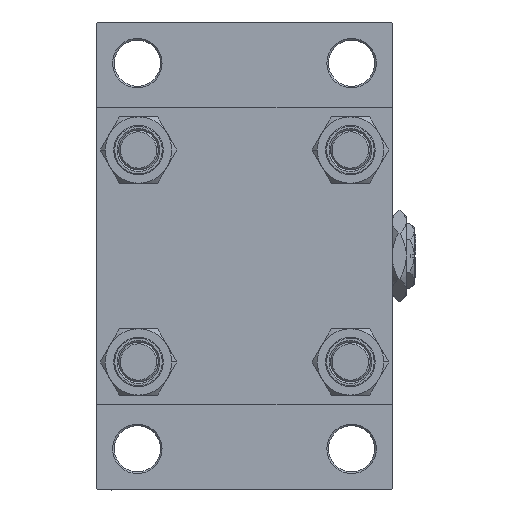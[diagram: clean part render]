
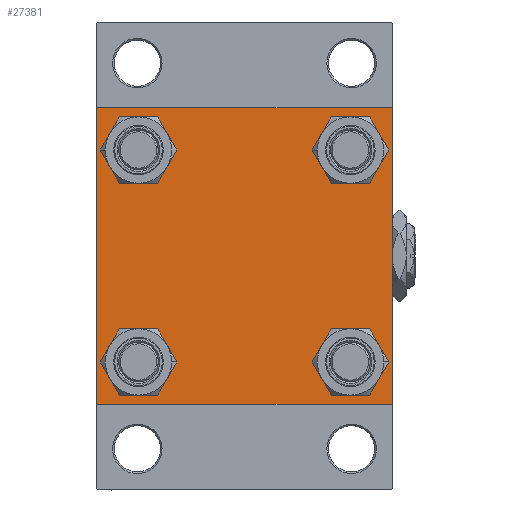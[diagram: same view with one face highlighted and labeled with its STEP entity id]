
A CAD part, left-side view. The second image highlights one B-rep face of the part: STEP entity #27381.
In plain terms, the highlighted planar face has unit normal (-1, 0, 0).
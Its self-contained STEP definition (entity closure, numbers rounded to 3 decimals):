
#420 = VERTEX_POINT ( 'NONE', #7930 ) ;
#1255 = CARTESIAN_POINT ( 'NONE',  ( 0., 32.15, 32.15 ) ) ;
#1334 = CARTESIAN_POINT ( 'NONE',  ( 0., 44.5, 45. ) ) ;
#1483 = ORIENTED_EDGE ( 'NONE', *, *, #46156, .T. ) ;
#2020 = ORIENTED_EDGE ( 'NONE', *, *, #12819, .T. ) ;
#2278 = ORIENTED_EDGE ( 'NONE', *, *, #3369, .F. ) ;
#2385 = DIRECTION ( 'NONE',  ( 0., 0.707, -0.707 ) ) ;
#2419 = DIRECTION ( 'NONE',  ( 0., 0., -1. ) ) ;
#2949 = FACE_OUTER_BOUND ( 'NONE', #42993, .T. ) ;
#3369 = EDGE_CURVE ( 'NONE', #43503, #35081, #11893, .T. ) ;
#3897 = DIRECTION ( 'NONE',  ( 0., 0., -1. ) ) ;
#3923 = LINE ( 'NONE', #16134, #38432 ) ;
#4955 = DIRECTION ( 'NONE',  ( 1., 0., 0. ) ) ;
#5290 = VECTOR ( 'NONE', #3897, 1000. ) ;
#5660 = EDGE_CURVE ( 'NONE', #43144, #35779, #49319, .T. ) ;
#6448 = PLANE ( 'NONE',  #25552 ) ;
#6565 = CIRCLE ( 'NONE', #34519, 6.5 ) ;
#6694 = FACE_BOUND ( 'NONE', #11000, .T. ) ;
#6871 = CARTESIAN_POINT ( 'NONE',  ( 0., -44.5, -45. ) ) ;
#7033 = DIRECTION ( 'NONE',  ( 0., 0., 1. ) ) ;
#7743 = LINE ( 'NONE', #26760, #13740 ) ;
#7909 = DIRECTION ( 'NONE',  ( 0., -0.707, 0.707 ) ) ;
#7930 = CARTESIAN_POINT ( 'NONE',  ( 0., 44.5, -45. ) ) ;
#9287 = CARTESIAN_POINT ( 'NONE',  ( 0., 45., -44.5 ) ) ;
#9505 = CIRCLE ( 'NONE', #35045, 6.5 ) ;
#9748 = EDGE_CURVE ( 'NONE', #25993, #39497, #31751, .T. ) ;
#10694 = FACE_BOUND ( 'NONE', #35031, .T. ) ;
#10946 = DIRECTION ( 'NONE',  ( 0., 0., 1. ) ) ;
#11000 = EDGE_LOOP ( 'NONE', ( #21257, #41338 ) ) ;
#11019 = DIRECTION ( 'NONE',  ( 0., -1., 0. ) ) ;
#11273 = EDGE_LOOP ( 'NONE', ( #1483, #14229 ) ) ;
#11670 = DIRECTION ( 'NONE',  ( 0., -1., 0. ) ) ;
#11675 = VERTEX_POINT ( 'NONE', #22528 ) ;
#11864 = ORIENTED_EDGE ( 'NONE', *, *, #45515, .T. ) ;
#11893 = LINE ( 'NONE', #38146, #5290 ) ;
#12819 = EDGE_CURVE ( 'NONE', #15553, #49386, #19854, .T. ) ;
#13434 = DIRECTION ( 'NONE',  ( 0., -0.707, -0.707 ) ) ;
#13740 = VECTOR ( 'NONE', #42018, 1000. ) ;
#13804 = CARTESIAN_POINT ( 'NONE',  ( 0., -32.15, 25.65 ) ) ;
#14056 = EDGE_LOOP ( 'NONE', ( #19074, #28954 ) ) ;
#14229 = ORIENTED_EDGE ( 'NONE', *, *, #5660, .T. ) ;
#14687 = FACE_BOUND ( 'NONE', #14056, .T. ) ;
#14930 = CARTESIAN_POINT ( 'NONE',  ( 0., -32.15, 38.65 ) ) ;
#15170 = CARTESIAN_POINT ( 'NONE',  ( 0., -32.15, -38.65 ) ) ;
#15215 = ORIENTED_EDGE ( 'NONE', *, *, #25940, .T. ) ;
#15439 = EDGE_CURVE ( 'NONE', #27466, #45925, #39647, .T. ) ;
#15553 = VERTEX_POINT ( 'NONE', #42137 ) ;
#16134 = CARTESIAN_POINT ( 'NONE',  ( 0., 45., 45. ) ) ;
#17078 = EDGE_CURVE ( 'NONE', #30691, #420, #43955, .T. ) ;
#17199 = CIRCLE ( 'NONE', #19588, 6.5 ) ;
#17590 = DIRECTION ( 'NONE',  ( 0., 0., 1. ) ) ;
#17829 = ORIENTED_EDGE ( 'NONE', *, *, #31186, .F. ) ;
#18197 = CARTESIAN_POINT ( 'NONE',  ( 0., 0., 0. ) ) ;
#19074 = ORIENTED_EDGE ( 'NONE', *, *, #9748, .T. ) ;
#19588 = AXIS2_PLACEMENT_3D ( 'NONE', #43475, #4955, #31718 ) ;
#19854 = CIRCLE ( 'NONE', #42262, 6.5 ) ;
#20574 = AXIS2_PLACEMENT_3D ( 'NONE', #24740, #36212, #47753 ) ;
#20806 = CARTESIAN_POINT ( 'NONE',  ( 0., 32.15, -32.15 ) ) ;
#21157 = VERTEX_POINT ( 'NONE', #34994 ) ;
#21165 = LINE ( 'NONE', #36677, #49191 ) ;
#21186 = DIRECTION ( 'NONE',  ( 1., 0., 0. ) ) ;
#21257 = ORIENTED_EDGE ( 'NONE', *, *, #25207, .T. ) ;
#21552 = DIRECTION ( 'NONE',  ( 1., 0., 0. ) ) ;
#22343 = DIRECTION ( 'NONE',  ( 1., 0., 0. ) ) ;
#22429 = LINE ( 'NONE', #27164, #40458 ) ;
#22528 = CARTESIAN_POINT ( 'NONE',  ( 0., -44.5, 45. ) ) ;
#23966 = ORIENTED_EDGE ( 'NONE', *, *, #36254, .T. ) ;
#24740 = CARTESIAN_POINT ( 'NONE',  ( 0., -32.15, 32.15 ) ) ;
#25207 = EDGE_CURVE ( 'NONE', #21157, #48803, #25479, .T. ) ;
#25447 = AXIS2_PLACEMENT_3D ( 'NONE', #1255, #35505, #47040 ) ;
#25479 = CIRCLE ( 'NONE', #25447, 6.5 ) ;
#25552 = AXIS2_PLACEMENT_3D ( 'NONE', #18197, #29715, #10946 ) ;
#25710 = CARTESIAN_POINT ( 'NONE',  ( 0., -32.15, -32.15 ) ) ;
#25940 = EDGE_CURVE ( 'NONE', #49386, #15553, #9505, .T. ) ;
#25993 = VERTEX_POINT ( 'NONE', #14930 ) ;
#26760 = CARTESIAN_POINT ( 'NONE',  ( 0., -44.75, 44.75 ) ) ;
#27009 = LINE ( 'NONE', #49036, #47279 ) ;
#27164 = CARTESIAN_POINT ( 'NONE',  ( 0., -44.75, -44.75 ) ) ;
#27381 = ADVANCED_FACE ( 'NONE', ( #14687, #10694, #40966, #6694, #2949 ), #6448, .T. ) ;
#27466 = VERTEX_POINT ( 'NONE', #1334 ) ;
#27900 = DIRECTION ( 'NONE',  ( 0., 0., 1. ) ) ;
#27948 = CARTESIAN_POINT ( 'NONE',  ( 0., 44.75, -44.75 ) ) ;
#28954 = ORIENTED_EDGE ( 'NONE', *, *, #40323, .T. ) ;
#29715 = DIRECTION ( 'NONE',  ( -1., 0., 0. ) ) ;
#29968 = CIRCLE ( 'NONE', #36333, 6.5 ) ;
#30691 = VERTEX_POINT ( 'NONE', #9287 ) ;
#31186 = EDGE_CURVE ( 'NONE', #27466, #11675, #3923, .T. ) ;
#31269 = CARTESIAN_POINT ( 'NONE',  ( 0., 32.15, 25.65 ) ) ;
#31718 = DIRECTION ( 'NONE',  ( 0., 0., 1. ) ) ;
#31751 = CIRCLE ( 'NONE', #20574, 6.5 ) ;
#34519 = AXIS2_PLACEMENT_3D ( 'NONE', #39889, #42915, #27900 ) ;
#34994 = CARTESIAN_POINT ( 'NONE',  ( 0., 32.15, 38.65 ) ) ;
#35031 = EDGE_LOOP ( 'NONE', ( #2020, #15215 ) ) ;
#35045 = AXIS2_PLACEMENT_3D ( 'NONE', #25710, #21186, #36432 ) ;
#35081 = VERTEX_POINT ( 'NONE', #47795 ) ;
#35505 = DIRECTION ( 'NONE',  ( 1., 0., 0. ) ) ;
#35779 = VERTEX_POINT ( 'NONE', #48345 ) ;
#36212 = DIRECTION ( 'NONE',  ( 1., 0., 0. ) ) ;
#36254 = EDGE_CURVE ( 'NONE', #43503, #11675, #7743, .T. ) ;
#36314 = EDGE_CURVE ( 'NONE', #420, #46417, #27009, .T. ) ;
#36333 = AXIS2_PLACEMENT_3D ( 'NONE', #45363, #22343, #17590 ) ;
#36432 = DIRECTION ( 'NONE',  ( 0., 0., 1. ) ) ;
#36583 = EDGE_CURVE ( 'NONE', #48803, #21157, #6565, .T. ) ;
#36642 = CARTESIAN_POINT ( 'NONE',  ( 0., 44.75, 44.75 ) ) ;
#36677 = CARTESIAN_POINT ( 'NONE',  ( 0., 45., 45. ) ) ;
#36749 = ORIENTED_EDGE ( 'NONE', *, *, #43740, .T. ) ;
#36786 = DIRECTION ( 'NONE',  ( 1., 0., 0. ) ) ;
#36790 = DIRECTION ( 'NONE',  ( 0., 0., 1. ) ) ;
#37197 = VECTOR ( 'NONE', #2385, 1000. ) ;
#37530 = CARTESIAN_POINT ( 'NONE',  ( 0., -32.15, -32.15 ) ) ;
#38146 = CARTESIAN_POINT ( 'NONE',  ( 0., -45., 45. ) ) ;
#38432 = VECTOR ( 'NONE', #11670, 1000. ) ;
#38646 = ORIENTED_EDGE ( 'NONE', *, *, #36314, .T. ) ;
#39497 = VERTEX_POINT ( 'NONE', #13804 ) ;
#39647 = LINE ( 'NONE', #36642, #37197 ) ;
#39889 = CARTESIAN_POINT ( 'NONE',  ( 0., 32.15, 32.15 ) ) ;
#40323 = EDGE_CURVE ( 'NONE', #39497, #25993, #29968, .T. ) ;
#40458 = VECTOR ( 'NONE', #7909, 1000. ) ;
#40966 = FACE_BOUND ( 'NONE', #11273, .T. ) ;
#41338 = ORIENTED_EDGE ( 'NONE', *, *, #36583, .T. ) ;
#42018 = DIRECTION ( 'NONE',  ( 0., 0.707, 0.707 ) ) ;
#42121 = AXIS2_PLACEMENT_3D ( 'NONE', #20806, #21552, #36790 ) ;
#42137 = CARTESIAN_POINT ( 'NONE',  ( 0., -32.15, -25.65 ) ) ;
#42262 = AXIS2_PLACEMENT_3D ( 'NONE', #37530, #36786, #7033 ) ;
#42915 = DIRECTION ( 'NONE',  ( 1., 0., 0. ) ) ;
#42976 = ORIENTED_EDGE ( 'NONE', *, *, #15439, .T. ) ;
#42993 = EDGE_LOOP ( 'NONE', ( #36749, #47728, #38646, #11864, #2278, #23966, #17829, #42976 ) ) ;
#43144 = VERTEX_POINT ( 'NONE', #45175 ) ;
#43330 = CARTESIAN_POINT ( 'NONE',  ( 0., -45., 44.5 ) ) ;
#43475 = CARTESIAN_POINT ( 'NONE',  ( 0., 32.15, -32.15 ) ) ;
#43503 = VERTEX_POINT ( 'NONE', #43330 ) ;
#43740 = EDGE_CURVE ( 'NONE', #45925, #30691, #21165, .T. ) ;
#43955 = LINE ( 'NONE', #27948, #45267 ) ;
#45175 = CARTESIAN_POINT ( 'NONE',  ( 0., 32.15, -38.65 ) ) ;
#45267 = VECTOR ( 'NONE', #13434, 1000. ) ;
#45363 = CARTESIAN_POINT ( 'NONE',  ( 0., -32.15, 32.15 ) ) ;
#45515 = EDGE_CURVE ( 'NONE', #46417, #35081, #22429, .T. ) ;
#45925 = VERTEX_POINT ( 'NONE', #48036 ) ;
#46156 = EDGE_CURVE ( 'NONE', #35779, #43144, #17199, .T. ) ;
#46417 = VERTEX_POINT ( 'NONE', #6871 ) ;
#47040 = DIRECTION ( 'NONE',  ( 0., 0., 1. ) ) ;
#47279 = VECTOR ( 'NONE', #11019, 1000. ) ;
#47728 = ORIENTED_EDGE ( 'NONE', *, *, #17078, .T. ) ;
#47753 = DIRECTION ( 'NONE',  ( 0., 0., 1. ) ) ;
#47795 = CARTESIAN_POINT ( 'NONE',  ( 0., -45., -44.5 ) ) ;
#48036 = CARTESIAN_POINT ( 'NONE',  ( 0., 45., 44.5 ) ) ;
#48345 = CARTESIAN_POINT ( 'NONE',  ( 0., 32.15, -25.65 ) ) ;
#48803 = VERTEX_POINT ( 'NONE', #31269 ) ;
#49036 = CARTESIAN_POINT ( 'NONE',  ( 0., 45., -45. ) ) ;
#49191 = VECTOR ( 'NONE', #2419, 1000. ) ;
#49319 = CIRCLE ( 'NONE', #42121, 6.5 ) ;
#49386 = VERTEX_POINT ( 'NONE', #15170 ) ;
